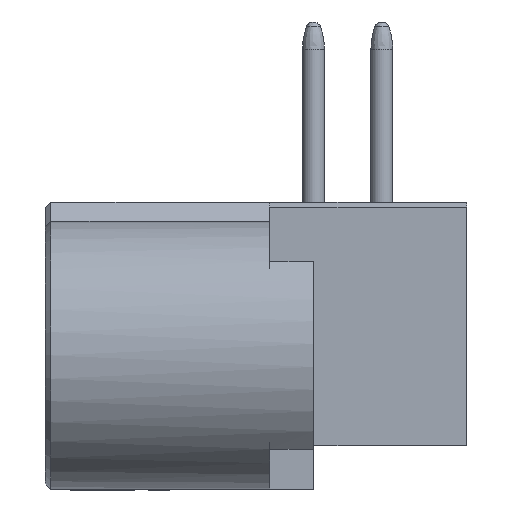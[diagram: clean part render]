
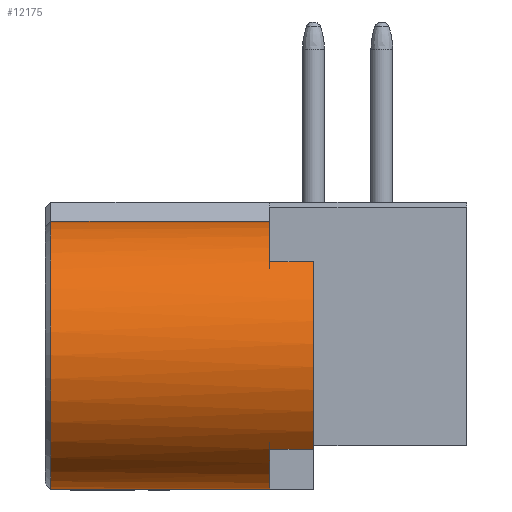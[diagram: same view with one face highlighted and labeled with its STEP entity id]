
A CAD part, left-side view. The second image highlights one B-rep face of the part: STEP entity #12175.
In plain terms, the highlighted cylindrical face has radius 2.45 mm (diameter 4.9 mm), a partial arc.
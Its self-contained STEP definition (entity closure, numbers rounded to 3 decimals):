
#967=DIRECTION('',(0.,1.,0.));
#968=VECTOR('',#967,4.);
#969=CARTESIAN_POINT('',(-11.4,-1.1,2.45));
#970=LINE('',#969,#968);
#1415=CARTESIAN_POINT('',(-11.4,2.9,0.));
#1416=DIRECTION('',(0.,1.,0.));
#1417=DIRECTION('',(0.,0.,-1.));
#1418=AXIS2_PLACEMENT_3D('',#1415,#1416,#1417);
#1423=CARTESIAN_POINT('',(-11.4,-1.1,0.));
#1424=DIRECTION('',(0.,-1.,0.));
#1425=DIRECTION('',(0.,0.,1.));
#1426=AXIS2_PLACEMENT_3D('',#1423,#1424,#1425);
#1431=DIRECTION('',(0.,-1.,0.));
#1432=VECTOR('',#1431,0.8);
#1433=CARTESIAN_POINT('',(-13.15,-1.1,1.715));
#1434=LINE('',#1433,#1432);
#1438=DIRECTION('',(0.,-1.,0.));
#1439=VECTOR('',#1438,0.8);
#1440=CARTESIAN_POINT('',(-13.15,-1.1,-1.715));
#1441=LINE('',#1440,#1439);
#1445=CARTESIAN_POINT('',(-11.4,-1.1,0.));
#1446=DIRECTION('',(0.,-1.,0.));
#1447=DIRECTION('',(-0.714,0.,-0.7));
#1448=AXIS2_PLACEMENT_3D('',#1445,#1446,#1447);
#1566=CARTESIAN_POINT('',(-11.4,-1.9,0.));
#1567=DIRECTION('',(0.,-1.,0.));
#1568=DIRECTION('',(-0.714,0.,0.7));
#1569=AXIS2_PLACEMENT_3D('',#1566,#1567,#1568);
#1801=DIRECTION('',(0.,-1.,0.));
#1802=VECTOR('',#1801,4.);
#1803=CARTESIAN_POINT('',(-11.4,2.9,
-2.45));
#1804=LINE('',#1803,#1802);
#9894=CARTESIAN_POINT('',(-11.4,2.9,-2.45));
#9895=CARTESIAN_POINT('',(-11.4,2.9,2.45));
#9896=VERTEX_POINT('',#9894);
#9897=VERTEX_POINT('',#9895);
#9959=CARTESIAN_POINT('',(-11.4,-1.1,-2.45));
#9961=VERTEX_POINT('',#9959);
#9968=CARTESIAN_POINT('',(-11.4,-1.1,2.45));
#9969=CARTESIAN_POINT('',(-13.15,-1.1,1.715));
#9970=VERTEX_POINT('',#9968);
#9971=VERTEX_POINT('',#9969);
#9972=CARTESIAN_POINT('',(-13.15,-1.1,-1.715));
#9973=VERTEX_POINT('',#9972);
#9982=CARTESIAN_POINT('',(-13.15,-1.9,1.715));
#9983=CARTESIAN_POINT('',(-13.15,-1.9,-1.715));
#9984=VERTEX_POINT('',#9982);
#9985=VERTEX_POINT('',#9983);
#12155=CARTESIAN_POINT('',(-11.4,-1.9,0.));
#12156=DIRECTION('',(0.,-1.,0.));
#12157=DIRECTION('',(1.,0.,0.));
#12158=AXIS2_PLACEMENT_3D('',#12155,#12156,#12157);
#12159=CYLINDRICAL_SURFACE('',#12158,2.45);
#12161=ORIENTED_EDGE('',*,*,#12160,.T.);
#12162=ORIENTED_EDGE('',*,*,#12010,.F.);
#12163=ORIENTED_EDGE('',*,*,#11913,.T.);
#12165=ORIENTED_EDGE('',*,*,#12164,.T.);
#12167=ORIENTED_EDGE('',*,*,#12166,.T.);
#12169=ORIENTED_EDGE('',*,*,#12168,.F.);
#12170=ORIENTED_EDGE('',*,*,#11909,.T.);
#12172=ORIENTED_EDGE('',*,*,#12171,.F.);
#12173=EDGE_LOOP('',(#12161,#12162,#12163,#12165,#12167,#12169,#12170,#12172));
#12174=FACE_OUTER_BOUND('',#12173,.F.);
#12175=ADVANCED_FACE('',(#12174),#12159,.T.);
#1419=CIRCLE('',#1418,2.45);
#1427=CIRCLE('',#1426,2.45);
#1449=CIRCLE('',#1448,2.45);
#1570=CIRCLE('',#1569,2.45);
#11909=EDGE_CURVE('',#9973,#9961,#1449,.T.);
#11913=EDGE_CURVE('',#9970,#9971,#1427,.T.);
#12010=EDGE_CURVE('',#9970,#9897,#970,.T.);
#12160=EDGE_CURVE('',#9896,#9897,#1419,.T.);
#12164=EDGE_CURVE('',#9971,#9984,#1434,.T.);
#12166=EDGE_CURVE('',#9984,#9985,#1570,.T.);
#12168=EDGE_CURVE('',#9973,#9985,#1441,.T.);
#12171=EDGE_CURVE('',#9896,#9961,#1804,.T.);
